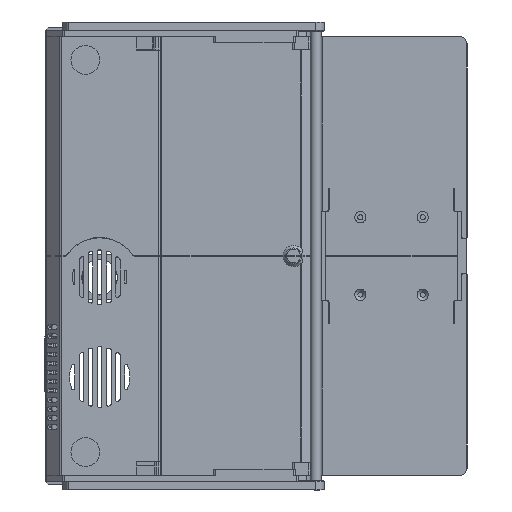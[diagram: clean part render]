
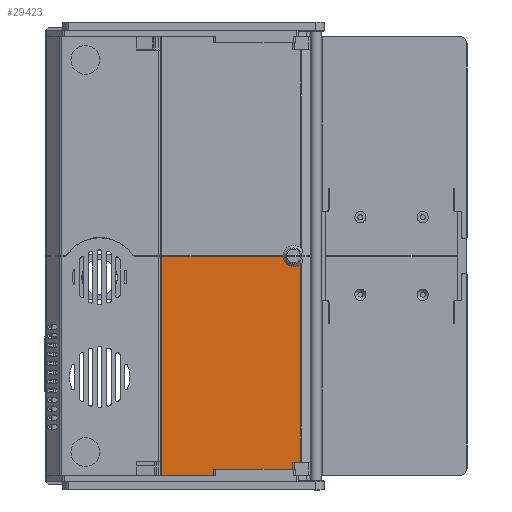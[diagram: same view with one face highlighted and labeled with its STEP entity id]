
A CAD part, front view. The second image highlights one B-rep face of the part: STEP entity #29423.
In plain terms, the highlighted face is planar.
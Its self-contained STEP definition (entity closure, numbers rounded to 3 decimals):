
#1950=CIRCLE('',#31841,7.);
#3583=FACE_OUTER_BOUND('',#5308,.T.);
#5308=EDGE_LOOP('',(#23360,#23361,#23362,#23363,#23364));
#7687=LINE('',#47325,#10464);
#7744=LINE('',#47504,#10521);
#7745=LINE('',#47508,#10522);
#7746=LINE('',#47511,#10523);
#10464=VECTOR('',#37825,10.);
#10521=VECTOR('',#37964,10.);
#10522=VECTOR('',#37969,10.);
#10523=VECTOR('',#37972,10.);
#13176=VERTEX_POINT('',#47322);
#13177=VERTEX_POINT('',#47324);
#13253=VERTEX_POINT('',#47503);
#13254=VERTEX_POINT('',#47507);
#13255=VERTEX_POINT('',#47509);
#16761=EDGE_CURVE('',#13177,#13176,#7687,.T.);
#16849=EDGE_CURVE('',#13177,#13253,#7744,.T.);
#16851=EDGE_CURVE('',#13254,#13176,#7745,.T.);
#16852=EDGE_CURVE('',#13255,#13254,#1950,.T.);
#16853=EDGE_CURVE('',#13253,#13255,#7746,.T.);
#23360=ORIENTED_EDGE('',*,*,#16761,.T.);
#23361=ORIENTED_EDGE('',*,*,#16851,.F.);
#23362=ORIENTED_EDGE('',*,*,#16852,.F.);
#23363=ORIENTED_EDGE('',*,*,#16853,.F.);
#23364=ORIENTED_EDGE('',*,*,#16849,.F.);
#28266=PLANE('',#31840);
#29423=ADVANCED_FACE('',(#3583),#28266,.F.);
#31840=AXIS2_PLACEMENT_3D('',#47506,#37967,#37968);
#31841=AXIS2_PLACEMENT_3D('',#47510,#37970,#37971);
#37825=DIRECTION('',(0.995,0.105,0.));
#37964=DIRECTION('',(0.,0.,1.));
#37967=DIRECTION('center_axis',(-0.105,0.995,0.));
#37968=DIRECTION('ref_axis',(0.,0.,
1.));
#37969=DIRECTION('',(0.,0.,-1.));
#37970=DIRECTION('center_axis',(0.105,-0.995,0.));
#37971=DIRECTION('ref_axis',(-0.995,-0.105,0.));
#37972=DIRECTION('',(0.995,0.105,0.));
#47322=CARTESIAN_POINT('',(-6.695,-14.486,-144.8));
#47324=CARTESIAN_POINT('',(-97.563,-24.037,-144.8));
#47325=CARTESIAN_POINT('',(-81.422,-22.34,-144.8));
#47503=CARTESIAN_POINT('',(-97.563,-24.037,-0.1));
#47504=CARTESIAN_POINT('',(-97.563,-24.037,33.55));
#47506=CARTESIAN_POINT('Origin',(-36.251,-17.593,139.45));
#47507=CARTESIAN_POINT('',(-6.695,-14.486,-5.455));
#47508=CARTESIAN_POINT('',(-6.695,-14.486,-2.575));
#47509=CARTESIAN_POINT('',(-18.039,-15.678,-0.1));
#47510=CARTESIAN_POINT('Origin',(-11.077,-14.947,-0.016));
#47511=CARTESIAN_POINT('',(-1.118,-13.9,-0.1));
